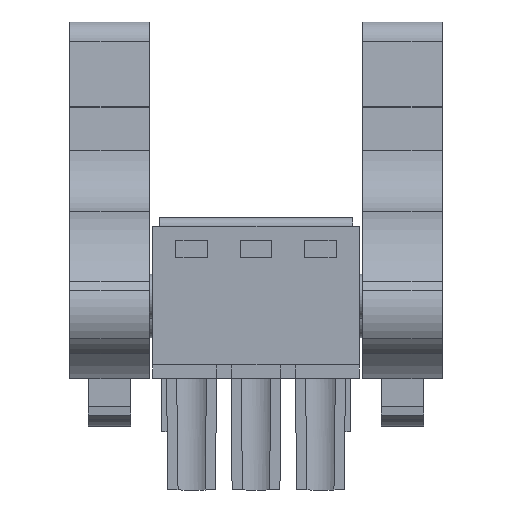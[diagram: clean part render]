
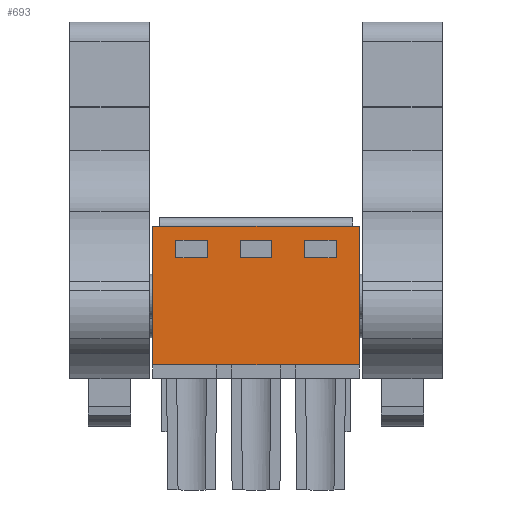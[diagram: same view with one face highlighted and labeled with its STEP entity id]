
A CAD part, front view. The second image highlights one B-rep face of the part: STEP entity #693.
In plain terms, the highlighted planar face has unit normal (0, -1, 0).
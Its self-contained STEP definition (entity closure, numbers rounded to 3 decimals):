
#571=AXIS2_PLACEMENT_3D('Plane Axis2P3D',#568,#569,#570) ;
#84=CARTESIAN_POINT('Line Origine',(11.01,0.,7.4)) ;
#88=CARTESIAN_POINT('Vertex',(4.9,0.,7.4)) ;
#90=CARTESIAN_POINT('Vertex',(17.12,0.,7.4)) ;
#208=CARTESIAN_POINT('Line Origine',(4.9,0.,11.5)) ;
#212=CARTESIAN_POINT('Vertex',(4.9,0.,15.6)) ;
#568=CARTESIAN_POINT('Axis2P3D Location',(1.485,0.,15.6)) ;
#573=CARTESIAN_POINT('Line Origine',(17.12,0.,11.5)) ;
#577=CARTESIAN_POINT('Vertex',(17.12,0.,15.6)) ;
#580=CARTESIAN_POINT('Line Origine',(11.01,0.,15.6)) ;
#591=CARTESIAN_POINT('Line Origine',(7.2,0.,14.78)) ;
#595=CARTESIAN_POINT('Vertex',(8.125,0.,14.78)) ;
#597=CARTESIAN_POINT('Vertex',(6.275,0.,14.78)) ;
#600=CARTESIAN_POINT('Line Origine',(8.125,0.,14.255)) ;
#604=CARTESIAN_POINT('Vertex',(8.125,0.,13.73)) ;
#607=CARTESIAN_POINT('Line Origine',(7.2,0.,13.73)) ;
#611=CARTESIAN_POINT('Vertex',(6.275,0.,13.73)) ;
#614=CARTESIAN_POINT('Line Origine',(6.275,0.,14.255)) ;
#625=CARTESIAN_POINT('Line Origine',(10.085,0.,14.255)) ;
#629=CARTESIAN_POINT('Vertex',(10.085,0.,14.78)) ;
#631=CARTESIAN_POINT('Vertex',(10.085,0.,13.73)) ;
#634=CARTESIAN_POINT('Line Origine',(11.01,0.,14.78)) ;
#638=CARTESIAN_POINT('Vertex',(11.935,0.,14.78)) ;
#641=CARTESIAN_POINT('Line Origine',(11.935,0.,14.255)) ;
#645=CARTESIAN_POINT('Vertex',(11.935,0.,13.73)) ;
#648=CARTESIAN_POINT('Line Origine',(11.01,0.,13.73)) ;
#659=CARTESIAN_POINT('Line Origine',(14.82,0.,14.78)) ;
#663=CARTESIAN_POINT('Vertex',(15.745,0.,14.78)) ;
#665=CARTESIAN_POINT('Vertex',(13.895,0.,14.78)) ;
#668=CARTESIAN_POINT('Line Origine',(15.745,0.,14.255)) ;
#672=CARTESIAN_POINT('Vertex',(15.745,0.,13.73)) ;
#675=CARTESIAN_POINT('Line Origine',(14.82,0.,13.73)) ;
#679=CARTESIAN_POINT('Vertex',(13.895,0.,13.73)) ;
#682=CARTESIAN_POINT('Line Origine',(13.895,0.,14.255)) ;
#85=DIRECTION('Vector Direction',(1.,0.,0.)) ;
#209=DIRECTION('Vector Direction',(0.,0.,1.)) ;
#569=DIRECTION('Axis2P3D Direction',(0.,-1.,0.)) ;
#570=DIRECTION('Axis2P3D XDirection',(0.,0.,-1.)) ;
#574=DIRECTION('Vector Direction',(0.,0.,1.)) ;
#581=DIRECTION('Vector Direction',(1.,0.,0.)) ;
#592=DIRECTION('Vector Direction',(-1.,0.,0.)) ;
#601=DIRECTION('Vector Direction',(0.,0.,1.)) ;
#608=DIRECTION('Vector Direction',(1.,0.,0.)) ;
#615=DIRECTION('Vector Direction',(0.,0.,-1.)) ;
#626=DIRECTION('Vector Direction',(0.,0.,-1.)) ;
#635=DIRECTION('Vector Direction',(-1.,0.,0.)) ;
#642=DIRECTION('Vector Direction',(0.,0.,1.)) ;
#649=DIRECTION('Vector Direction',(1.,0.,0.)) ;
#660=DIRECTION('Vector Direction',(-1.,0.,0.)) ;
#669=DIRECTION('Vector Direction',(0.,0.,1.)) ;
#676=DIRECTION('Vector Direction',(1.,0.,0.)) ;
#683=DIRECTION('Vector Direction',(0.,0.,-1.)) ;
#86=VECTOR('Line Direction',#85,1.) ;
#210=VECTOR('Line Direction',#209,1.) ;
#575=VECTOR('Line Direction',#574,1.) ;
#582=VECTOR('Line Direction',#581,1.) ;
#593=VECTOR('Line Direction',#592,1.) ;
#602=VECTOR('Line Direction',#601,1.) ;
#609=VECTOR('Line Direction',#608,1.) ;
#616=VECTOR('Line Direction',#615,1.) ;
#627=VECTOR('Line Direction',#626,1.) ;
#636=VECTOR('Line Direction',#635,1.) ;
#643=VECTOR('Line Direction',#642,1.) ;
#650=VECTOR('Line Direction',#649,1.) ;
#661=VECTOR('Line Direction',#660,1.) ;
#670=VECTOR('Line Direction',#669,1.) ;
#677=VECTOR('Line Direction',#676,1.) ;
#684=VECTOR('Line Direction',#683,1.) ;
#586=ORIENTED_EDGE('',*,*,#92,.T.) ;
#587=ORIENTED_EDGE('',*,*,#579,.T.) ;
#588=ORIENTED_EDGE('',*,*,#584,.T.) ;
#589=ORIENTED_EDGE('',*,*,#214,.F.) ;
#620=ORIENTED_EDGE('',*,*,#599,.F.) ;
#621=ORIENTED_EDGE('',*,*,#606,.F.) ;
#622=ORIENTED_EDGE('',*,*,#613,.F.) ;
#623=ORIENTED_EDGE('',*,*,#618,.F.) ;
#654=ORIENTED_EDGE('',*,*,#633,.F.) ;
#655=ORIENTED_EDGE('',*,*,#640,.F.) ;
#656=ORIENTED_EDGE('',*,*,#647,.F.) ;
#657=ORIENTED_EDGE('',*,*,#652,.F.) ;
#688=ORIENTED_EDGE('',*,*,#667,.F.) ;
#689=ORIENTED_EDGE('',*,*,#674,.F.) ;
#690=ORIENTED_EDGE('',*,*,#681,.F.) ;
#691=ORIENTED_EDGE('',*,*,#686,.F.) ;
#624=FACE_BOUND('',#619,.T.) ;
#658=FACE_BOUND('',#653,.T.) ;
#692=FACE_BOUND('',#687,.T.) ;
#693=ADVANCED_FACE('HOUSING',(#590,#624,#658,#692),#572,.T.) ;
#92=EDGE_CURVE('',#89,#91,#87,.T.) ;
#214=EDGE_CURVE('',#89,#213,#211,.T.) ;
#579=EDGE_CURVE('',#91,#578,#576,.T.) ;
#584=EDGE_CURVE('',#578,#213,#583,.F.) ;
#599=EDGE_CURVE('',#596,#598,#594,.T.) ;
#606=EDGE_CURVE('',#605,#596,#603,.T.) ;
#613=EDGE_CURVE('',#612,#605,#610,.T.) ;
#618=EDGE_CURVE('',#598,#612,#617,.T.) ;
#633=EDGE_CURVE('',#630,#632,#628,.T.) ;
#640=EDGE_CURVE('',#639,#630,#637,.T.) ;
#647=EDGE_CURVE('',#646,#639,#644,.T.) ;
#652=EDGE_CURVE('',#632,#646,#651,.T.) ;
#667=EDGE_CURVE('',#664,#666,#662,.T.) ;
#674=EDGE_CURVE('',#673,#664,#671,.T.) ;
#681=EDGE_CURVE('',#680,#673,#678,.T.) ;
#686=EDGE_CURVE('',#666,#680,#685,.T.) ;
#585=EDGE_LOOP('',(#586,#587,#588,#589)) ;
#619=EDGE_LOOP('',(#620,#621,#622,#623)) ;
#653=EDGE_LOOP('',(#654,#655,#656,#657)) ;
#687=EDGE_LOOP('',(#688,#689,#690,#691)) ;
#590=FACE_OUTER_BOUND('',#585,.T.) ;
#87=LINE('Line',#84,#86) ;
#211=LINE('Line',#208,#210) ;
#576=LINE('Line',#573,#575) ;
#583=LINE('Line',#580,#582) ;
#594=LINE('Line',#591,#593) ;
#603=LINE('Line',#600,#602) ;
#610=LINE('Line',#607,#609) ;
#617=LINE('Line',#614,#616) ;
#628=LINE('Line',#625,#627) ;
#637=LINE('Line',#634,#636) ;
#644=LINE('Line',#641,#643) ;
#651=LINE('Line',#648,#650) ;
#662=LINE('Line',#659,#661) ;
#671=LINE('Line',#668,#670) ;
#678=LINE('Line',#675,#677) ;
#685=LINE('Line',#682,#684) ;
#572=PLANE('',#571) ;
#89=VERTEX_POINT('',#88) ;
#91=VERTEX_POINT('',#90) ;
#213=VERTEX_POINT('',#212) ;
#578=VERTEX_POINT('',#577) ;
#596=VERTEX_POINT('',#595) ;
#598=VERTEX_POINT('',#597) ;
#605=VERTEX_POINT('',#604) ;
#612=VERTEX_POINT('',#611) ;
#630=VERTEX_POINT('',#629) ;
#632=VERTEX_POINT('',#631) ;
#639=VERTEX_POINT('',#638) ;
#646=VERTEX_POINT('',#645) ;
#664=VERTEX_POINT('',#663) ;
#666=VERTEX_POINT('',#665) ;
#673=VERTEX_POINT('',#672) ;
#680=VERTEX_POINT('',#679) ;
